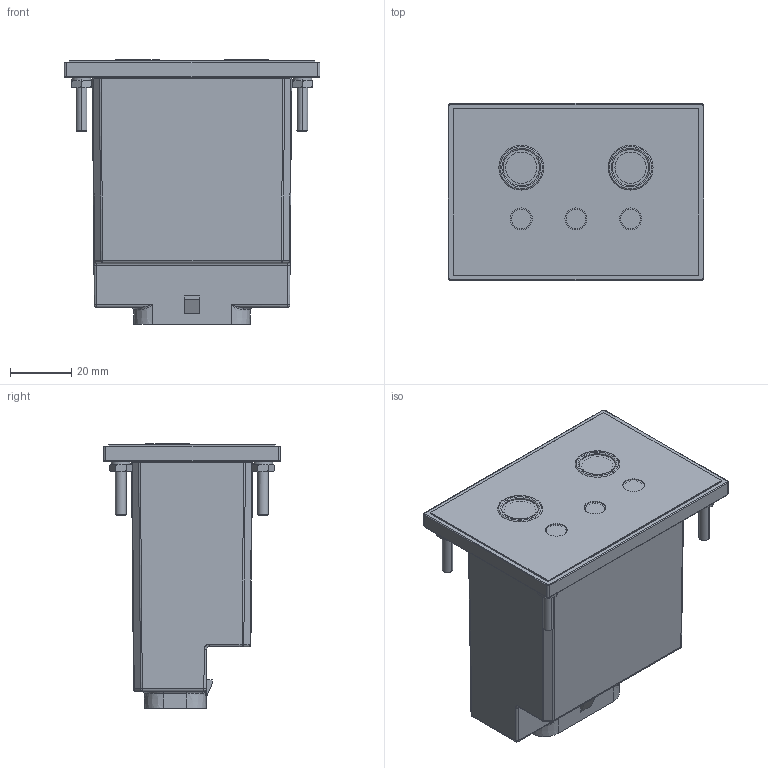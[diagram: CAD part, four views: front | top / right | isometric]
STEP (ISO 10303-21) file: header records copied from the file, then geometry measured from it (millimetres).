
FILE_DESCRIPTION (( 'STEP AP203' ), '1' );
FILE_NAME ('8598-Transmitter.STEP', '2011-05-09T15:07:47', ( 'Engineering Department' ), ( 'Elkhart Brass' ), 'SwSTEP 2.0', 'SolidWorks 2008', '' );
FILE_SCHEMA (( 'CONFIG_CONTROL_DESIGN' ));
Length unit declared in the file: inch
Products named in the file (12): Products.Valves.Valve Controller-Valve ControllerEnclosure-Valve Controller28233000_REV10REL10NULL; Products.Monitors.8598 (Extender)-8598 (Extender)6-32 X 0.875 PEM STUD6-32 X 0.875 PEM STUD10NULL; Products.Monitors.8598 (Extender)-8598 (Extender)EXTENDER CIRCUIT BOARD ASSYZZZZZ00010NULL; Products.Valves.Valve Controller-Valve ControllerPACKARD HEADER CONNECTORPACKARD HEADER CONNECTOR10NULL; 8598-Transmitter; MainCopy - 81385001 8598 Controller-10NULL; Products.Monitors.8598 (Extender)-8598 (Extender)8598 COMPLETE FRONT PANEL ASSY3018750020NULL; Products.Monitors.8598 (Extender)-8598 (Extender)8598 FRONT PANEL WSTUDSYYYYY00020NULL; Products.Monitors.8598 (Extender)-8598 (Extender)LABEL-8598 COTROLLERLABEL_8598 (Extender)10NULL; Products.Valves.Valve Controller-Valve ControllerFRONT PANELFRONT PANEL30NULL; Hardware.Nuts-Hex NutsNUT-6-32 SS SMALL PATT HEX4749800010NULL; Hardware.Washers-WashersWASHER-LOCK (#6 SPIRAL) SS7170000020NULL
Assembly tree (20 placements, depth 5):
  8598-Transmitter
    MainCopy - 81385001 8598 Controller-10NULL
      Products.Monitors.8598 (Extender)-8598 (Extender)EXTENDER CIRCUIT BOARD ASSYZZZZZ00010NULL
        Products.Valves.Valve Controller-Valve ControllerPACKARD HEADER CONNECTORPACKARD HEADER CONNECTOR10NULL
      Hardware.Washers-WashersWASHER-LOCK (#6 SPIRAL) SS7170000020NULL  x4
      Hardware.Nuts-Hex NutsNUT-6-32 SS SMALL PATT HEX4749800010NULL  x4
      Products.Valves.Valve Controller-Valve ControllerEnclosure-Valve Controller28233000_REV10REL10NULL
      Products.Monitors.8598 (Extender)-8598 (Extender)8598 COMPLETE FRONT PANEL ASSY3018750020NULL
        Products.Monitors.8598 (Extender)-8598 (Extender)8598 FRONT PANEL WSTUDSYYYYY00020NULL
          Products.Monitors.8598 (Extender)-8598 (Extender)6-32 X 0.875 PEM STUD6-32 X 0.875 PEM STUD10NULL  x4
          Products.Valves.Valve Controller-Valve ControllerFRONT PANELFRONT PANEL30NULL
          Products.Monitors.8598 (Extender)-8598 (Extender)LABEL-8598 COTROLLERLABEL_8598 (Extender)10NULL
Bounding box: 83.18 x 57.66 x 86.11 mm (x, y, z)
Volume: 69911.1 mm3; surface area: 67256.9 mm2
Topology: 16 solids, 16 shells, 950 faces, 2540 edges, 1620 vertices
Faces by surface type: plane 622, cylinder 188, cone 72, torus 44, bspline 14, sphere 10
Entity records: 24094 total; most frequent: CARTESIAN_POINT 4488, ORIENTED_EDGE 3828, DIRECTION 3682, EDGE_CURVE 1914, VECTOR 1432, LINE 1432, VERTEX_POINT 1218, AXIS2_PLACEMENT_3D 1125
